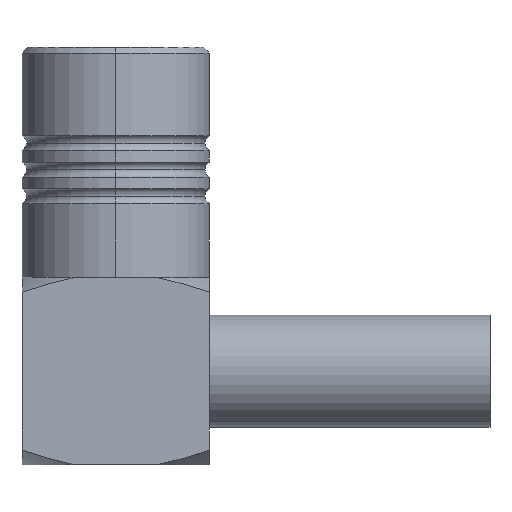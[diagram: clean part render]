
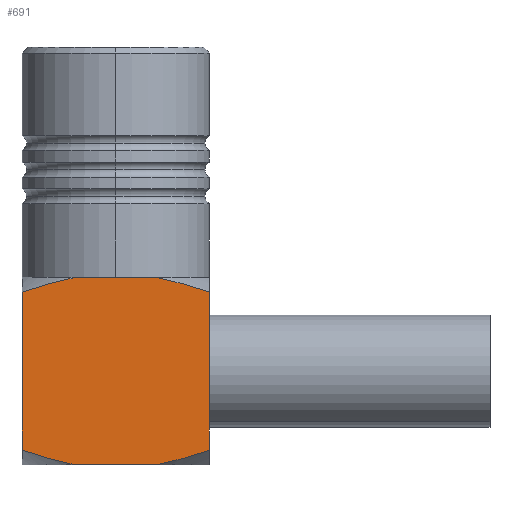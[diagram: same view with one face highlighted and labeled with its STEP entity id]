
A CAD part, left-side view. The second image highlights one B-rep face of the part: STEP entity #691.
In plain terms, the highlighted planar face has unit normal (-1, 0, 0).
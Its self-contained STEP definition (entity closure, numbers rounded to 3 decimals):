
#20 = EDGE_CURVE ( 'NONE', #2507, #622, #1083, .T. ) ;
#62 = ORIENTED_EDGE ( 'NONE', *, *, #1651, .F. ) ;
#94 = CARTESIAN_POINT ( 'NONE',  ( -3.175, -1.68, 1.341 ) ) ;
#117 = CARTESIAN_POINT ( 'NONE',  ( -3.175, -2.881, 1. ) ) ;
#158 = B_SPLINE_CURVE_WITH_KNOTS ( 'NONE', 3,
 ( #2571, #1400, #1974, #767 ),
 .UNSPECIFIED., .F., .F.,
 ( 4, 4 ),
 ( 0.009, 0.011 ),
 .UNSPECIFIED. ) ;
#326 = CARTESIAN_POINT ( 'NONE',  ( -3.175, -1.375, 1.4 ) ) ;
#432 = VERTEX_POINT ( 'NONE', #4046 ) ;
#472 = FACE_OUTER_BOUND ( 'NONE', #3241, .T. ) ;
#622 = VERTEX_POINT ( 'NONE', #1617 ) ;
#691 = ADVANCED_FACE ( 'NONE', ( #472 ), #3043, .T. ) ;
#695 = CARTESIAN_POINT ( 'NONE',  ( -3.175, -1.983, 1.266 ) ) ;
#761 = B_SPLINE_CURVE_WITH_KNOTS ( 'NONE', 3,
 ( #2277, #117, #3896, #695, #94, #2262 ),
 .UNSPECIFIED., .F., .F.,
 ( 4, 2, 4 ),
 ( 0.004, 0.005, 0.006 ),
 .UNSPECIFIED. ) ;
#767 = CARTESIAN_POINT ( 'NONE',  ( -3.175, -3.175, -4.449 ) ) ;
#773 = VECTOR ( 'NONE', #978, 1000. ) ;
#785 = CARTESIAN_POINT ( 'NONE',  ( -3.175, -3.175, 0.899 ) ) ;
#844 = DIRECTION ( 'NONE',  ( -1., 0., 0. ) ) ;
#965 = DIRECTION ( 'NONE',  ( 0., 1., 0. ) ) ;
#978 = DIRECTION ( 'NONE',  ( 0., 0., 1. ) ) ;
#1083 = B_SPLINE_CURVE_WITH_KNOTS ( 'NONE', 3,
 ( #1730, #3946, #1105, #2063, #4006, #3316 ),
 .UNSPECIFIED., .F., .F.,
 ( 4, 2, 4 ),
 ( 0.004, 0.005, 0.006 ),
 .UNSPECIFIED. ) ;
#1096 = DIRECTION ( 'NONE',  ( 0., 0., 1. ) ) ;
#1105 = CARTESIAN_POINT ( 'NONE',  ( -3.175, 2.584, -4.645 ) ) ;
#1276 = AXIS2_PLACEMENT_3D ( 'NONE', #3307, #844, #1096 ) ;
#1336 = LINE ( 'NONE', #1352, #2700 ) ;
#1352 = CARTESIAN_POINT ( 'NONE',  ( -3.175, -8.525, 1.4 ) ) ;
#1394 = CARTESIAN_POINT ( 'NONE',  ( -3.175, 1.375, 1.4 ) ) ;
#1400 = CARTESIAN_POINT ( 'NONE',  ( -3.175, -1.988, -4.832 ) ) ;
#1403 = CARTESIAN_POINT ( 'NONE',  ( -3.175, 3.175, -4.95 ) ) ;
#1617 = CARTESIAN_POINT ( 'NONE',  ( -3.175, 1.375, -4.95 ) ) ;
#1651 = EDGE_CURVE ( 'NONE', #432, #622, #2184, .T. ) ;
#1695 = CARTESIAN_POINT ( 'NONE',  ( -3.175, -3.175, -1.775 ) ) ;
#1729 = CARTESIAN_POINT ( 'NONE',  ( -3.175, -3.175, -4.449 ) ) ;
#1730 = CARTESIAN_POINT ( 'NONE',  ( -3.175, 3.175, -4.449 ) ) ;
#1812 = EDGE_CURVE ( 'NONE', #3185, #2849, #761, .T. ) ;
#1974 = CARTESIAN_POINT ( 'NONE',  ( -3.175, -2.584, -4.652 ) ) ;
#2063 = CARTESIAN_POINT ( 'NONE',  ( -3.175, 1.983, -4.816 ) ) ;
#2173 = EDGE_CURVE ( 'NONE', #3726, #3185, #3191, .T. ) ;
#2184 = LINE ( 'NONE', #3437, #3623 ) ;
#2262 = CARTESIAN_POINT ( 'NONE',  ( -3.175, -1.375, 1.4 ) ) ;
#2277 = CARTESIAN_POINT ( 'NONE',  ( -3.175, -3.175, 0.899 ) ) ;
#2507 = VERTEX_POINT ( 'NONE', #3060 ) ;
#2538 = ORIENTED_EDGE ( 'NONE', *, *, #2770, .F. ) ;
#2556 = ORIENTED_EDGE ( 'NONE', *, *, #20, .T. ) ;
#2571 = CARTESIAN_POINT ( 'NONE',  ( -3.175, -1.375, -4.95 ) ) ;
#2579 = CARTESIAN_POINT ( 'NONE',  ( -3.175, 2.584, 1.102 ) ) ;
#2700 = VECTOR ( 'NONE', #3839, 1000. ) ;
#2770 = EDGE_CURVE ( 'NONE', #2507, #2788, #2970, .T. ) ;
#2788 = VERTEX_POINT ( 'NONE', #3162 ) ;
#2829 = B_SPLINE_CURVE_WITH_KNOTS ( 'NONE', 3,
 ( #3257, #2910, #2579, #3554 ),
 .UNSPECIFIED., .F., .F.,
 ( 4, 4 ),
 ( 0.009, 0.011 ),
 .UNSPECIFIED. ) ;
#2849 = VERTEX_POINT ( 'NONE', #326 ) ;
#2910 = CARTESIAN_POINT ( 'NONE',  ( -3.175, 1.988, 1.282 ) ) ;
#2926 = VERTEX_POINT ( 'NONE', #1394 ) ;
#2970 = LINE ( 'NONE', #1403, #3825 ) ;
#3043 = PLANE ( 'NONE',  #1276 ) ;
#3060 = CARTESIAN_POINT ( 'NONE',  ( -3.175, 3.175, -4.449 ) ) ;
#3159 = ORIENTED_EDGE ( 'NONE', *, *, #4011, .T. ) ;
#3162 = CARTESIAN_POINT ( 'NONE',  ( -3.175, 3.175, 0.899 ) ) ;
#3185 = VERTEX_POINT ( 'NONE', #785 ) ;
#3191 = LINE ( 'NONE', #1695, #773 ) ;
#3241 = EDGE_LOOP ( 'NONE', ( #2538, #2556, #62, #3568, #3812, #3518, #3159, #3320 ) ) ;
#3257 = CARTESIAN_POINT ( 'NONE',  ( -3.175, 1.375, 1.4 ) ) ;
#3307 = CARTESIAN_POINT ( 'NONE',  ( -3.175, -8.525, -4.95 ) ) ;
#3316 = CARTESIAN_POINT ( 'NONE',  ( -3.175, 1.375, -4.95 ) ) ;
#3320 = ORIENTED_EDGE ( 'NONE', *, *, #3377, .T. ) ;
#3377 = EDGE_CURVE ( 'NONE', #2926, #2788, #2829, .T. ) ;
#3437 = CARTESIAN_POINT ( 'NONE',  ( -3.175, -8.525, -4.95 ) ) ;
#3518 = ORIENTED_EDGE ( 'NONE', *, *, #1812, .T. ) ;
#3554 = CARTESIAN_POINT ( 'NONE',  ( -3.175, 3.175, 0.899 ) ) ;
#3568 = ORIENTED_EDGE ( 'NONE', *, *, #3626, .T. ) ;
#3623 = VECTOR ( 'NONE', #965, 1000. ) ;
#3626 = EDGE_CURVE ( 'NONE', #432, #3726, #158, .T. ) ;
#3726 = VERTEX_POINT ( 'NONE', #1729 ) ;
#3812 = ORIENTED_EDGE ( 'NONE', *, *, #2173, .T. ) ;
#3825 = VECTOR ( 'NONE', #3927, 1000. ) ;
#3839 = DIRECTION ( 'NONE',  ( 0., 1., 0. ) ) ;
#3896 = CARTESIAN_POINT ( 'NONE',  ( -3.175, -2.584, 1.095 ) ) ;
#3927 = DIRECTION ( 'NONE',  ( 0., 0., 1. ) ) ;
#3946 = CARTESIAN_POINT ( 'NONE',  ( -3.175, 2.881, -4.55 ) ) ;
#4006 = CARTESIAN_POINT ( 'NONE',  ( -3.175, 1.68, -4.891 ) ) ;
#4011 = EDGE_CURVE ( 'NONE', #2849, #2926, #1336, .T. ) ;
#4046 = CARTESIAN_POINT ( 'NONE',  ( -3.175, -1.375, -4.95 ) ) ;
